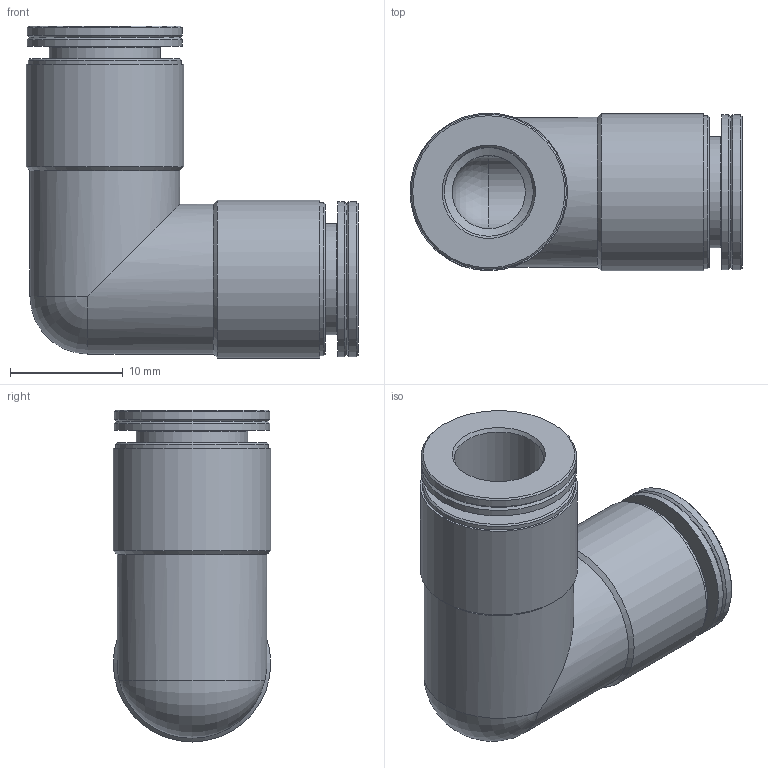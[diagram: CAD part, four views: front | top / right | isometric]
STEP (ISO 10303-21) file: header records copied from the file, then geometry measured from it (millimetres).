
FILE_DESCRIPTION(/* description */ ('STEP AP214'),/* implementation_level */ '2;1');
FILE_NAME(/* name */ '565347_CRQSL-5_16T-U',/* time_stamp */ '2024-08-08T21:40:25+02:00',/* author */ ('License CC BY-ND 4.0'),/* organization */ ('CADENAS'),/* preprocessor_version */ 'ST-DEVELOPER v19.3',/* originating_system */ 'PARTsolutions',/* authorisation */ ' ');
FILE_SCHEMA (('AUTOMOTIVE_DESIGN {1 0 10303 214 3 1 1}'));
Length unit declared in the file: millimetre
Products named in the file (1): 565347 CRQSL-5/16T-U
Bounding box: 29.5 x 14 x 29.5 mm (x, y, z)
Volume: 4389.7 mm3; surface area: 3451.6 mm2
Topology: 1 solids, 1 shells, 42 faces, 83 edges, 46 vertices
Faces by surface type: cylinder 16, cone 14, plane 8, torus 3, sphere 1
Full cylindrical faces by diameter (mm): 6.5 x2, 7.9 x2, 9.9 x2, 13.3 x2, 13.6 x2, 13.8 x4, 14 x2
Entity records: 890 total; most frequent: DIRECTION 174, CARTESIAN_POINT 129, ORIENTED_EDGE 88, AXIS2_PLACEMENT_3D 87, EDGE_LOOP 82, FACE_BOUND 82, EDGE_CURVE 44, VERTEX_POINT 42
